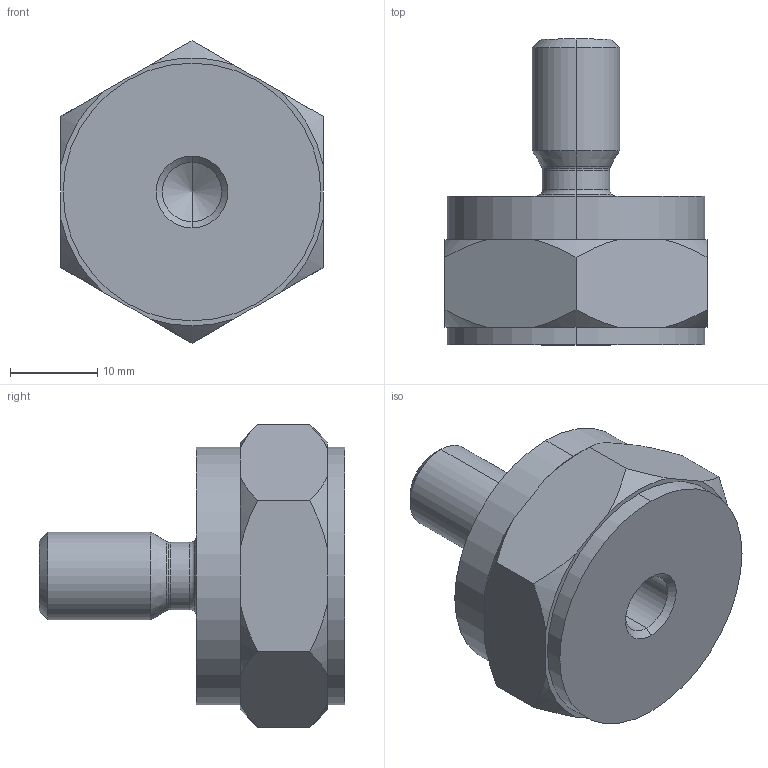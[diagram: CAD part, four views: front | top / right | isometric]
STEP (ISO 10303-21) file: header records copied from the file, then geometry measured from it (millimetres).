
FILE_DESCRIPTION((''),'2;1');
FILE_NAME('CAD-8646','2023-07-20T08:15:54',('creinig-se'),(''),'CREO PARAMETRIC BY PTC INC, 2022284','CREO PARAMETRIC BY PTC INC, 2022284','');
FILE_SCHEMA(('CONFIG_CONTROL_DESIGN','SHAPE_APPEARANCE_LAYERS_GROUPS'));
Length unit declared in the file: millimetre
Products named in the file (1): CAD-8646
Bounding box: 30 x 35 x 34.64 mm (x, y, z)
Volume: 13280.4 mm3; surface area: 3996.9 mm2
Topology: 1 solids, 1 shells, 49 faces, 116 edges, 71 vertices
Faces by surface type: cone 20, plane 11, cylinder 10, torus 8
Entity records: 1883 total; most frequent: CARTESIAN_POINT 339, DIRECTION 242, ORIENTED_EDGE 228, PRESENTATION_STYLE_ASSIGNMENT 115, STYLED_ITEM 115, CURVE_STYLE 114, EDGE_CURVE 114, AXIS2_PLACEMENT_3D 103
